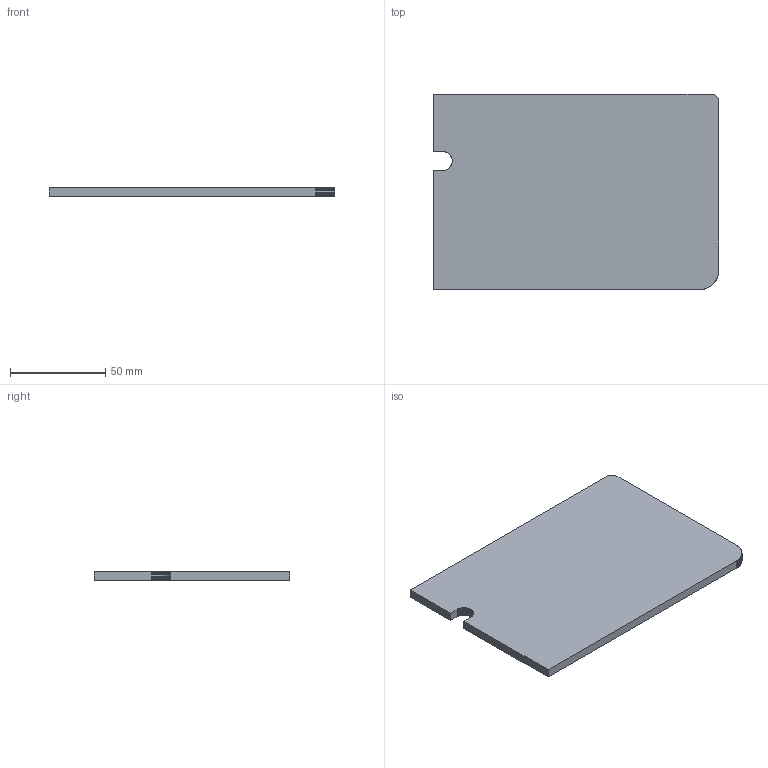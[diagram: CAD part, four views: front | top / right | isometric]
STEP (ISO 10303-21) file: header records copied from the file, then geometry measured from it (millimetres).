
FILE_DESCRIPTION(('KiCad electronic assembly'),'2;1');
FILE_NAME('marker_test1.step','2023-09-10T23:49:13',('Pcbnew'),('Kicad') ,'Open CASCADE STEP processor 7.6','KiCad to STEP converter','Unknown' );
FILE_SCHEMA(('AUTOMOTIVE_DESIGN { 1 0 10303 214 1 1 1 1 }'));
Length unit declared in the file: millimetre
Products named in the file (2): marker_test1 1; PCB
Assembly tree (1 placements, depth 2):
  marker_test1 1
    PCB
Bounding box: 150 x 102.5 x 4.67 mm (x, y, z)
Volume: 71267.1 mm3; surface area: 32926 mm2
Topology: 1 solids, 1 shells, 144 faces, 426 edges, 284 vertices
Faces by surface type: plane 144
Entity records: 10295 total; most frequent: CARTESIAN_POINT 1708, DIRECTION 1570, LINE 1278, VECTOR 1278, ORIENTED_EDGE 852, PCURVE 852, DEFINITIONAL_REPRESENTATION 852, EDGE_CURVE 426
